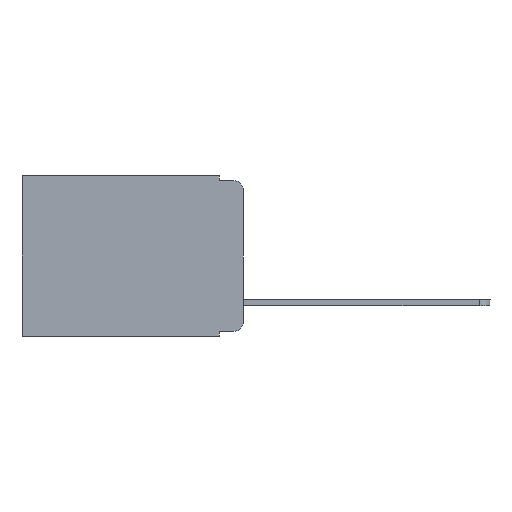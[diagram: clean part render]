
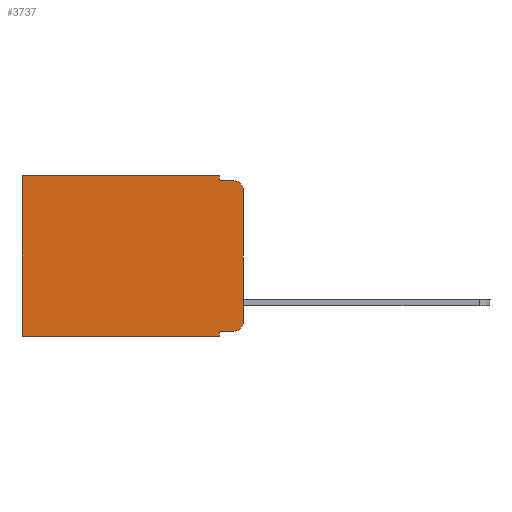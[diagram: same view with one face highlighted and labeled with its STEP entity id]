
A CAD part, left-side view. The second image highlights one B-rep face of the part: STEP entity #3737.
In plain terms, the highlighted planar face has unit normal (-1, 0, 0).
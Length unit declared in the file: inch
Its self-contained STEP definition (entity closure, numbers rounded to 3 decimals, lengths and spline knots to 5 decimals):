
#159 = DIRECTION ( 'NONE',  ( -1., 0., 0. ) ) ;
#176 = VECTOR ( 'NONE', #9557, 39.37008 ) ;
#384 = EDGE_CURVE ( 'NONE', #9805, #2386, #9105, .T. ) ;
#399 = ORIENTED_EDGE ( 'NONE', *, *, #1094, .F. ) ;
#413 = PLANE ( 'NONE',  #1608 ) ;
#468 = VERTEX_POINT ( 'NONE', #8783 ) ;
#666 = VECTOR ( 'NONE', #679, 39.37008 ) ;
#679 = DIRECTION ( 'NONE',  ( 0., 1., 0. ) ) ;
#790 = CARTESIAN_POINT ( 'NONE',  ( 0.298, 0.02, -0.01 ) ) ;
#842 = EDGE_CURVE ( 'NONE', #6040, #9745, #1978, .T. ) ;
#1068 = VERTEX_POINT ( 'NONE', #9985 ) ;
#1094 = EDGE_CURVE ( 'NONE', #9805, #6040, #4398, .T. ) ;
#1192 = CARTESIAN_POINT ( 'NONE',  ( 0.298, 0., 0. ) ) ;
#1196 = AXIS2_PLACEMENT_3D ( 'NONE', #2677, #7227, #7165 ) ;
#1308 = CARTESIAN_POINT ( 'NONE',  ( 0.298, 0.473, 0. ) ) ;
#1608 = AXIS2_PLACEMENT_3D ( 'NONE', #1192, #2762, #3548 ) ;
#1830 = CARTESIAN_POINT ( 'NONE',  ( 0.298, 0.473, 0. ) ) ;
#1978 = LINE ( 'NONE', #8982, #9211 ) ;
#2022 = VERTEX_POINT ( 'NONE', #5104 ) ;
#2230 = CARTESIAN_POINT ( 'NONE',  ( 0.298, 0.02, -0.333 ) ) ;
#2304 = CARTESIAN_POINT ( 'NONE',  ( 0.298, 0., 0. ) ) ;
#2336 = ORIENTED_EDGE ( 'NONE', *, *, #5159, .F. ) ;
#2386 = VERTEX_POINT ( 'NONE', #2230 ) ;
#2457 = VECTOR ( 'NONE', #8498, 39.37008 ) ;
#2632 = LINE ( 'NONE', #3916, #8536 ) ;
#2677 = CARTESIAN_POINT ( 'NONE',  ( 0.298, 0.02, -0.313 ) ) ;
#2762 = DIRECTION ( 'NONE',  ( 1., 0., 0. ) ) ;
#2877 = ORIENTED_EDGE ( 'NONE', *, *, #9788, .T. ) ;
#3109 = VECTOR ( 'NONE', #6128, 39.37008 ) ;
#3261 = VERTEX_POINT ( 'NONE', #4134 ) ;
#3295 = CARTESIAN_POINT ( 'NONE',  ( 0.298, 0.051, -0.333 ) ) ;
#3507 = CIRCLE ( 'NONE', #1196, 0.02 ) ;
#3547 = ORIENTED_EDGE ( 'NONE', *, *, #842, .F. ) ;
#3548 = DIRECTION ( 'NONE',  ( 0., 0., -1. ) ) ;
#3737 = ADVANCED_FACE ( 'NONE', ( #4972 ), #413, .F. ) ;
#3840 = VERTEX_POINT ( 'NONE', #790 ) ;
#3916 = CARTESIAN_POINT ( 'NONE',  ( 0.298, 0.051, -0.01 ) ) ;
#4010 = DIRECTION ( 'NONE',  ( 0., 0., -1. ) ) ;
#4134 = CARTESIAN_POINT ( 'NONE',  ( 0.298, 0.051, 0. ) ) ;
#4194 = DIRECTION ( 'NONE',  ( 0., -1., 0. ) ) ;
#4286 = DIRECTION ( 'NONE',  ( 0., 1., 0. ) ) ;
#4398 = LINE ( 'NONE', #5347, #2457 ) ;
#4719 = ORIENTED_EDGE ( 'NONE', *, *, #4756, .F. ) ;
#4756 = EDGE_CURVE ( 'NONE', #3261, #2022, #8064, .T. ) ;
#4765 = VERTEX_POINT ( 'NONE', #1308 ) ;
#4773 = CIRCLE ( 'NONE', #9234, 0.02 ) ;
#4913 = CARTESIAN_POINT ( 'NONE',  ( 0.298, 0.473, -0.343 ) ) ;
#4972 = FACE_OUTER_BOUND ( 'NONE', #7261, .T. ) ;
#5104 = CARTESIAN_POINT ( 'NONE',  ( 0.298, 0.051, -0.01 ) ) ;
#5159 = EDGE_CURVE ( 'NONE', #2022, #3840, #2632, .T. ) ;
#5347 = CARTESIAN_POINT ( 'NONE',  ( 0.298, 0.051, 0. ) ) ;
#5383 = ORIENTED_EDGE ( 'NONE', *, *, #7886, .F. ) ;
#5566 = EDGE_CURVE ( 'NONE', #3261, #4765, #7431, .T. ) ;
#5759 = ORIENTED_EDGE ( 'NONE', *, *, #384, .T. ) ;
#5940 = VECTOR ( 'NONE', #8493, 39.37008 ) ;
#6040 = VERTEX_POINT ( 'NONE', #7485 ) ;
#6128 = DIRECTION ( 'NONE',  ( 0., 0., -1. ) ) ;
#6236 = CARTESIAN_POINT ( 'NONE',  ( 0.298, 0., 0. ) ) ;
#6581 = LINE ( 'NONE', #6236, #3109 ) ;
#6736 = EDGE_CURVE ( 'NONE', #2386, #468, #3507, .T. ) ;
#7163 = CARTESIAN_POINT ( 'NONE',  ( 0.298, 0.02, -0.03 ) ) ;
#7165 = DIRECTION ( 'NONE',  ( 0., 0., -1. ) ) ;
#7227 = DIRECTION ( 'NONE',  ( -1., 0., 0. ) ) ;
#7250 = DIRECTION ( 'NONE',  ( 0., 0., -1. ) ) ;
#7261 = EDGE_LOOP ( 'NONE', ( #5383, #2877, #2336, #4719, #8879, #7981, #3547, #399, #5759, #9603 ) ) ;
#7431 = LINE ( 'NONE', #2304, #666 ) ;
#7485 = CARTESIAN_POINT ( 'NONE',  ( 0.298, 0.051, -0.343 ) ) ;
#7886 = EDGE_CURVE ( 'NONE', #1068, #468, #6581, .T. ) ;
#7981 = ORIENTED_EDGE ( 'NONE', *, *, #8078, .T. ) ;
#8064 = LINE ( 'NONE', #9580, #9980 ) ;
#8078 = EDGE_CURVE ( 'NONE', #4765, #9745, #8162, .T. ) ;
#8162 = LINE ( 'NONE', #1830, #176 ) ;
#8493 = DIRECTION ( 'NONE',  ( 0., -1., 0. ) ) ;
#8498 = DIRECTION ( 'NONE',  ( 0., 0., -1. ) ) ;
#8536 = VECTOR ( 'NONE', #4194, 39.37008 ) ;
#8783 = CARTESIAN_POINT ( 'NONE',  ( 0.298, 0., -0.313 ) ) ;
#8879 = ORIENTED_EDGE ( 'NONE', *, *, #5566, .T. ) ;
#8982 = CARTESIAN_POINT ( 'NONE',  ( 0.298, 0., -0.343 ) ) ;
#9105 = LINE ( 'NONE', #9272, #5940 ) ;
#9211 = VECTOR ( 'NONE', #4286, 39.37008 ) ;
#9234 = AXIS2_PLACEMENT_3D ( 'NONE', #7163, #159, #4010 ) ;
#9272 = CARTESIAN_POINT ( 'NONE',  ( 0.298, 0.051, -0.333 ) ) ;
#9557 = DIRECTION ( 'NONE',  ( 0., 0., -1. ) ) ;
#9580 = CARTESIAN_POINT ( 'NONE',  ( 0.298, 0.051, 0. ) ) ;
#9603 = ORIENTED_EDGE ( 'NONE', *, *, #6736, .T. ) ;
#9745 = VERTEX_POINT ( 'NONE', #4913 ) ;
#9788 = EDGE_CURVE ( 'NONE', #1068, #3840, #4773, .T. ) ;
#9805 = VERTEX_POINT ( 'NONE', #3295 ) ;
#9980 = VECTOR ( 'NONE', #7250, 39.37008 ) ;
#9985 = CARTESIAN_POINT ( 'NONE',  ( 0.298, 0., -0.03 ) ) ;
